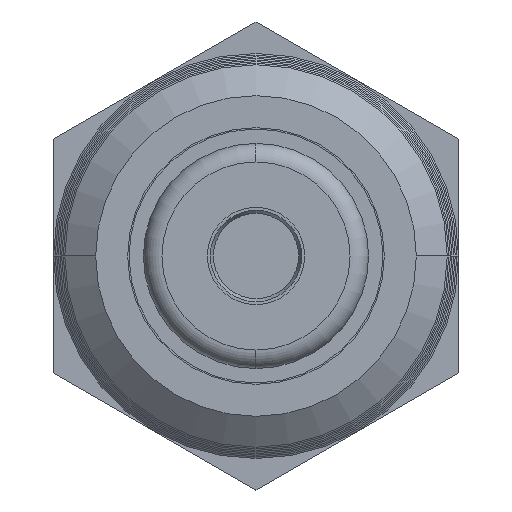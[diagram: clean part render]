
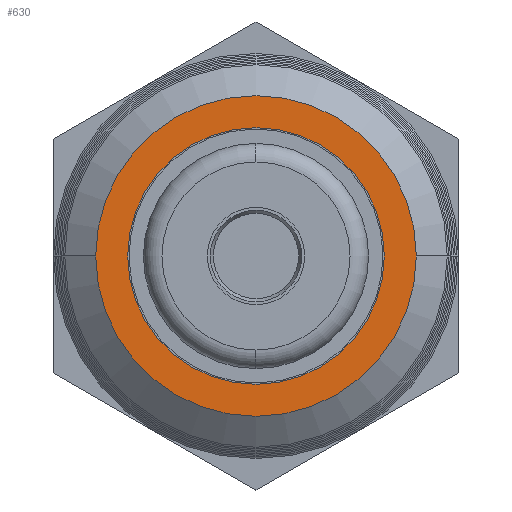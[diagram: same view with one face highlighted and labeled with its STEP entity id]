
A CAD part, front view. The second image highlights one B-rep face of the part: STEP entity #630.
In plain terms, the highlighted planar face has unit normal (0, -1, 0).
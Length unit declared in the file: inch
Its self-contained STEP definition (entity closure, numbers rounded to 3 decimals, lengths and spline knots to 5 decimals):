
#2 = DIRECTION ( 'NONE',  ( -1., 0., 0. ) ) ;
#3 = DIRECTION ( 'NONE',  ( 0., 1., 0. ) ) ;
#4 = CARTESIAN_POINT ( 'NONE',  ( 0., -0.75, 0. ) ) ;
#121 = DIRECTION ( 'NONE',  ( -1., 0., 0. ) ) ;
#122 = DIRECTION ( 'NONE',  ( 0., 1., 0. ) ) ;
#123 = CARTESIAN_POINT ( 'NONE',  ( 0., -0.75, 0. ) ) ;
#282 = CARTESIAN_POINT ( 'NONE',  ( 0.1385, -0.75, 0. ) ) ;
#289 = CARTESIAN_POINT ( 'NONE',  ( -0.17304, -0.75, 0. ) ) ;
#294 = CARTESIAN_POINT ( 'NONE',  ( 0.17304, -0.75, 0. ) ) ;
#296 = CARTESIAN_POINT ( 'NONE',  ( -0.1385, -0.75, 0. ) ) ;
#386 = DIRECTION ( 'NONE',  ( 1., 0., 0. ) ) ;
#387 = DIRECTION ( 'NONE',  ( 0., -1., 0. ) ) ;
#389 = PLANE ( 'NONE',  #2206 ) ;
#392 = CARTESIAN_POINT ( 'NONE',  ( -0.1385, -0.75, 0. ) ) ;
#630 = ADVANCED_FACE ( 'NONE', ( #1202, #1198 ), #389, .T. ) ;
#836 = CIRCLE ( 'NONE', #2161, 0.1385 ) ;
#857 = CIRCLE ( 'NONE', #2169, 0.17304 ) ;
#966 = ORIENTED_EDGE ( 'NONE', *, *, #2478, .T. ) ;
#967 = ORIENTED_EDGE ( 'NONE', *, *, #2343, .T. ) ;
#968 = ORIENTED_EDGE ( 'NONE', *, *, #2328, .F. ) ;
#969 = ORIENTED_EDGE ( 'NONE', *, *, #2221, .F. ) ;
#1117 = EDGE_LOOP ( 'NONE', ( #968, #969 ) ) ;
#1131 = EDGE_LOOP ( 'NONE', ( #966, #967 ) ) ;
#1166 = CIRCLE ( 'NONE', #2183, 0.17304 ) ;
#1198 = FACE_OUTER_BOUND ( 'NONE', #1117, .T. ) ;
#1202 = FACE_BOUND ( 'NONE', #1131, .T. ) ;
#1393 = VERTEX_POINT ( 'NONE', #296 ) ;
#1395 = VERTEX_POINT ( 'NONE', #294 ) ;
#1400 = VERTEX_POINT ( 'NONE', #289 ) ;
#1404 = VERTEX_POINT ( 'NONE', #282 ) ;
#1746 = DIRECTION ( 'NONE',  ( -1., 0., 0. ) ) ;
#1747 = DIRECTION ( 'NONE',  ( 0., 1., 0. ) ) ;
#1749 = CARTESIAN_POINT ( 'NONE',  ( 0., -0.75, 0. ) ) ;
#2030 = DIRECTION ( 'NONE',  ( 0., 1., 0. ) ) ;
#2031 = DIRECTION ( 'NONE',  ( -1., 0., 0. ) ) ;
#2032 = CARTESIAN_POINT ( 'NONE',  ( 0., -0.75, 0. ) ) ;
#2161 = AXIS2_PLACEMENT_3D ( 'NONE', #2032, #2030, #2031 ) ;
#2169 = AXIS2_PLACEMENT_3D ( 'NONE', #4, #3, #2 ) ;
#2183 = AXIS2_PLACEMENT_3D ( 'NONE', #123, #122, #121 ) ;
#2206 = AXIS2_PLACEMENT_3D ( 'NONE', #392, #387, #386 ) ;
#2221 = EDGE_CURVE ( 'NONE', #1395, #1400, #1166, .T. ) ;
#2328 = EDGE_CURVE ( 'NONE', #1400, #1395, #857, .T. ) ;
#2343 = EDGE_CURVE ( 'NONE', #1404, #1393, #836, .T. ) ;
#2478 = EDGE_CURVE ( 'NONE', #1393, #1404, #2557, .T. ) ;
#2557 = CIRCLE ( 'NONE', #2648, 0.1385 ) ;
#2648 = AXIS2_PLACEMENT_3D ( 'NONE', #1749, #1747, #1746 ) ;
